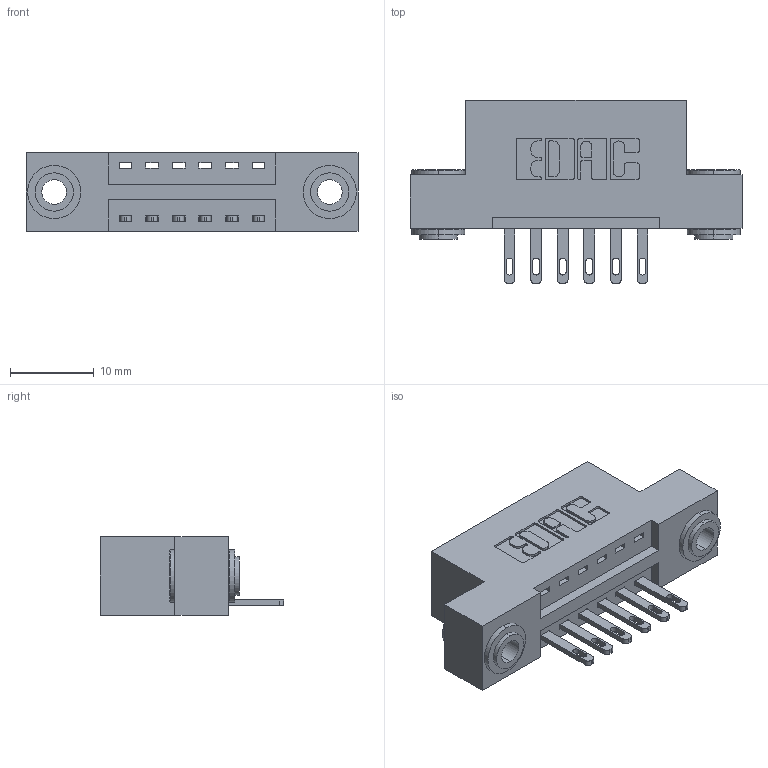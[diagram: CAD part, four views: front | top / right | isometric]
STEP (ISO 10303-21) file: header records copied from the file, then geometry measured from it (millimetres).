
FILE_DESCRIPTION (( 'STEP AP203' ), '1' );
FILE_NAME ('346-006-500-103.STEP', '2022-05-04T18:14:53', ( '' ), ( '' ), 'SwSTEP 2.0', 'SolidWorks 2020', '' );
FILE_SCHEMA (( 'CONFIG_CONTROL_DESIGN' ));
Length unit declared in the file: inch
Products named in the file (4): 345-250-002_345-250-002-102; 345-292-001_345-293-100; 346-006-500-103; 346 Part_Flush Mounting Lugs - 0.156 Dia-TH
Assembly tree (9 placements, depth 2):
  346-006-500-103
    346 Part_Flush Mounting Lugs - 0.156 Dia-TH
    345-292-001_345-293-100  x6
    345-250-002_345-250-002-102  x2
Bounding box: 39.62 x 21.84 x 9.4 mm (x, y, z)
Volume: 3549.9 mm3; surface area: 4313.8 mm2
Topology: 9 solids, 9 shells, 498 faces, 1449 edges, 962 vertices
Faces by surface type: plane 304, cylinder 186, cone 8
Entity records: 9566 total; most frequent: CARTESIAN_POINT 1631, ORIENTED_EDGE 1562, DIRECTION 1515, EDGE_CURVE 781, LINE 597, VECTOR 597, VERTEX_POINT 518, AXIS2_PLACEMENT_3D 459
